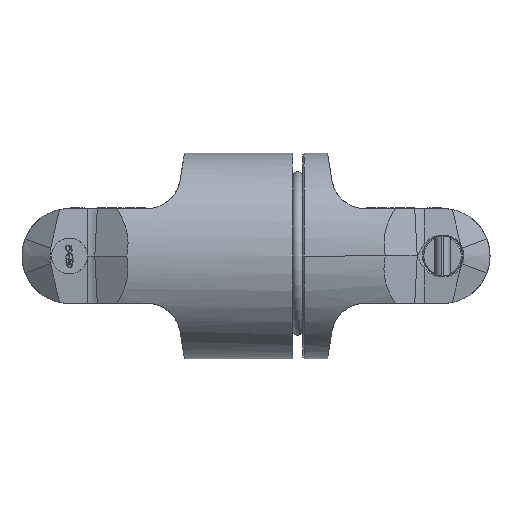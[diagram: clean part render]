
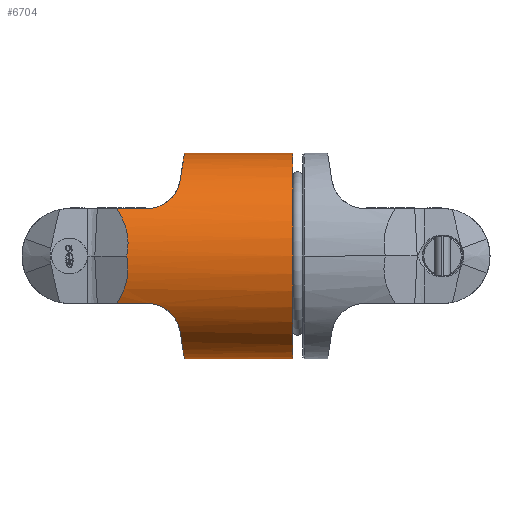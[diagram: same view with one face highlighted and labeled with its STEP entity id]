
A CAD part, left-side view. The second image highlights one B-rep face of the part: STEP entity #6704.
In plain terms, the highlighted cylindrical face has radius 40 mm (diameter 80 mm), a partial arc.
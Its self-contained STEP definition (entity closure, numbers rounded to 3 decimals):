
#685=DIRECTION('',(0.,0.,1.));
#686=VECTOR('',#685,11.937);
#687=CARTESIAN_POINT('',(-18.5,-35.465,-73.11));
#688=LINE('',#687,#686);
#1959=DIRECTION('',(0.,0.,-1.));
#1960=VECTOR('',#1959,42.165);
#1961=CARTESIAN_POINT('',(40.,0.,-4.5));
#1962=LINE('',#1961,#1960);
#1963=CARTESIAN_POINT('',(-18.5,-35.465,-73.11));
#1964=CARTESIAN_POINT('',(-15.79,-36.879,
-71.231));
#1965=CARTESIAN_POINT('',(-10.027,-39.103,
-68.59));
#1966=CARTESIAN_POINT('',(-3.512,-40.,-68.405));
#1967=CARTESIAN_POINT('',(0.,-40.,-69.144));
#1977=CARTESIAN_POINT('',(0.,-40.,-69.144));
#1978=CARTESIAN_POINT('',(3.512,-40.,-68.405));
#1979=CARTESIAN_POINT('',(10.027,-39.103,
-68.59));
#1980=CARTESIAN_POINT('',(15.79,-36.879,
-71.231));
#1981=CARTESIAN_POINT('',(18.5,-35.465,-73.11));
#1987=DIRECTION('',(0.,0.,1.));
#1988=VECTOR('',#1987,11.937);
#1989=CARTESIAN_POINT('',(18.5,-35.465,-73.11));
#1990=LINE('',#1989,#1988);
#2021=CARTESIAN_POINT('',(29.466,-27.051,
-48.333));
#2022=CARTESIAN_POINT('',(29.143,-27.403,
-48.384));
#2023=CARTESIAN_POINT('',(28.485,-28.094,
-48.513));
#2024=CARTESIAN_POINT('',(27.469,-29.088,
-48.798));
#2025=CARTESIAN_POINT('',(26.436,-30.029,
-49.182));
#2026=CARTESIAN_POINT('',(25.402,-30.908,
-49.672));
#2027=CARTESIAN_POINT('',(24.372,-31.726,
-50.278));
#2028=CARTESIAN_POINT('',(23.311,-32.514,
-51.045));
#2029=CARTESIAN_POINT('',(22.212,-33.275,
-52.032));
#2030=CARTESIAN_POINT('',(21.088,-33.998,
-53.315));
#2031=CARTESIAN_POINT('',(20.003,-34.646,
-54.989));
#2032=CARTESIAN_POINT('',(19.147,-35.123,
-56.931));
#2033=CARTESIAN_POINT('',(18.609,-35.408,
-59.075));
#2034=CARTESIAN_POINT('',(18.5,-35.465,-60.478));
#2035=CARTESIAN_POINT('',(18.5,-35.465,-61.173));
#2055=CARTESIAN_POINT('',(29.466,-27.051,
-48.333));
#2056=CARTESIAN_POINT('',(32.968,-23.237,
-47.778));
#2057=CARTESIAN_POINT('',(38.049,-14.845,
-46.974));
#2058=CARTESIAN_POINT('',(40.,-5.207,-46.665));
#2059=CARTESIAN_POINT('',(40.,0.,-46.665));
#2067=DIRECTION('',(0.,0.,-1.));
#2068=VECTOR('',#2067,42.165);
#2069=CARTESIAN_POINT('',(-40.,0.,-4.5));
#2070=LINE('',#2069,#2068);
#2627=CARTESIAN_POINT('',(-40.,0.,-46.665));
#2628=CARTESIAN_POINT('',(-40.,-5.207,-46.665));
#2629=CARTESIAN_POINT('',(-38.049,-14.845,
-46.974));
#2630=CARTESIAN_POINT('',(-32.968,-23.237,
-47.778));
#2631=CARTESIAN_POINT('',(-29.466,-27.051,
-48.333));
#2639=CARTESIAN_POINT('',(-18.5,-35.465,-61.173));
#2640=CARTESIAN_POINT('',(-18.5,-35.465,-60.478));
#2641=CARTESIAN_POINT('',(-18.609,-35.408,
-59.075));
#2642=CARTESIAN_POINT('',(-19.147,-35.123,
-56.931));
#2643=CARTESIAN_POINT('',(-20.003,-34.646,
-54.989));
#2644=CARTESIAN_POINT('',(-21.088,-33.998,
-53.315));
#2645=CARTESIAN_POINT('',(-22.213,-33.275,
-52.031));
#2646=CARTESIAN_POINT('',(-23.311,-32.514,
-51.045));
#2647=CARTESIAN_POINT('',(-24.373,-31.726,
-50.277));
#2648=CARTESIAN_POINT('',(-25.403,-30.908,
-49.672));
#2649=CARTESIAN_POINT('',(-26.436,-30.029,
-49.182));
#2650=CARTESIAN_POINT('',(-27.469,-29.088,
-48.798));
#2651=CARTESIAN_POINT('',(-28.485,-28.094,
-48.513));
#2652=CARTESIAN_POINT('',(-29.143,-27.403,
-48.384));
#2653=CARTESIAN_POINT('',(-29.466,-27.051,
-48.333));
#3005=CARTESIAN_POINT('',(0.,0.,-4.5));
#3006=DIRECTION('',(0.,0.,1.));
#3007=DIRECTION('',(-1.,0.,0.));
#3008=AXIS2_PLACEMENT_3D('',#3005,#3006,#3007);
#3774=VERTEX_POINT('',#1963);
#3775=VERTEX_POINT('',#1967);
#3778=VERTEX_POINT('',#1981);
#3780=CARTESIAN_POINT('',(-40.,0.,-4.5));
#3781=CARTESIAN_POINT('',(40.,0.,-4.5));
#3782=VERTEX_POINT('',#3780);
#3783=VERTEX_POINT('',#3781);
#3784=CARTESIAN_POINT('',(40.,0.,-46.665));
#3785=VERTEX_POINT('',#3784);
#3786=CARTESIAN_POINT('',(-40.,0.,-46.665));
#3787=VERTEX_POINT('',#3786);
#3816=VERTEX_POINT('',#2631);
#3818=VERTEX_POINT('',#2639);
#3820=VERTEX_POINT('',#2055);
#3822=VERTEX_POINT('',#2035);
#6676=CARTESIAN_POINT('',(0.,0.,-4.5));
#6677=DIRECTION('',(0.,0.,1.));
#6678=DIRECTION('',(1.,0.,0.));
#6679=AXIS2_PLACEMENT_3D('',#6676,#6677,#6678);
#6680=CYLINDRICAL_SURFACE('',#6679,40.);
#6682=ORIENTED_EDGE('',*,*,#6681,.F.);
#6683=ORIENTED_EDGE('',*,*,#3989,.T.);
#6685=ORIENTED_EDGE('',*,*,#6684,.T.);
#6687=ORIENTED_EDGE('',*,*,#6686,.F.);
#6689=ORIENTED_EDGE('',*,*,#6688,.F.);
#6691=ORIENTED_EDGE('',*,*,#6690,.T.);
#6693=ORIENTED_EDGE('',*,*,#6692,.T.);
#6695=ORIENTED_EDGE('',*,*,#6694,.F.);
#6697=ORIENTED_EDGE('',*,*,#6696,.T.);
#6699=ORIENTED_EDGE('',*,*,#6698,.F.);
#6701=ORIENTED_EDGE('',*,*,#6700,.F.);
#6702=EDGE_LOOP('',(#6682,#6683,#6685,#6687,#6689,#6691,#6693,#6695,#6697,#6699,
#6701));
#6703=FACE_OUTER_BOUND('',#6702,.F.);
#6704=ADVANCED_FACE('',(#6703),#6680,.T.);
#1968=B_SPLINE_CURVE_WITH_KNOTS('',3,(#1963,#1964,#1965,#1966,#1967),
.UNSPECIFIED.,.F.,.F.,(4,1,4),(0.,0.5,1.),.UNSPECIFIED.);
#1982=B_SPLINE_CURVE_WITH_KNOTS('',3,(#1977,#1978,#1979,#1980,#1981),
.UNSPECIFIED.,.F.,.F.,(4,1,4),(0.,0.5,1.),.UNSPECIFIED.);
#2036=B_SPLINE_CURVE_WITH_KNOTS('',3,(#2021,#2022,#2023,#2024,#2025,#2026,#2027,
#2028,#2029,#2030,#2031,#2032,#2033,#2034,#2035),.UNSPECIFIED.,.F.,.F.,(4,1,1,1,
1,1,1,1,1,1,1,1,4),(0.,0.083,0.167,0.25,
0.333,0.417,0.5,0.583,0.667,
0.75,0.833,0.917,1.),.UNSPECIFIED.);
#2060=B_SPLINE_CURVE_WITH_KNOTS('',3,(#2055,#2056,#2057,#2058,#2059),
.UNSPECIFIED.,.F.,.F.,(4,1,4),(0.,0.5,1.),.UNSPECIFIED.);
#2632=B_SPLINE_CURVE_WITH_KNOTS('',3,(#2627,#2628,#2629,#2630,#2631),
.UNSPECIFIED.,.F.,.F.,(4,1,4),(0.,0.5,1.),.UNSPECIFIED.);
#2654=B_SPLINE_CURVE_WITH_KNOTS('',3,(#2639,#2640,#2641,#2642,#2643,#2644,#2645,
#2646,#2647,#2648,#2649,#2650,#2651,#2652,#2653),.UNSPECIFIED.,.F.,.F.,(4,1,1,1,
1,1,1,1,1,1,1,1,4),(0.,0.083,0.167,0.25,
0.333,0.417,0.5,0.583,0.667,
0.75,0.833,0.917,1.),.UNSPECIFIED.);
#3009=CIRCLE('',#3008,40.);
#3989=EDGE_CURVE('',#3774,#3818,#688,.T.);
#6681=EDGE_CURVE('',#3774,#3775,#1968,.T.);
#6684=EDGE_CURVE('',#3818,#3816,#2654,.T.);
#6686=EDGE_CURVE('',#3787,#3816,#2632,.T.);
#6688=EDGE_CURVE('',#3782,#3787,#2070,.T.);
#6690=EDGE_CURVE('',#3782,#3783,#3009,.T.);
#6692=EDGE_CURVE('',#3783,#3785,#1962,.T.);
#6694=EDGE_CURVE('',#3820,#3785,#2060,.T.);
#6696=EDGE_CURVE('',#3820,#3822,#2036,.T.);
#6698=EDGE_CURVE('',#3778,#3822,#1990,.T.);
#6700=EDGE_CURVE('',#3775,#3778,#1982,.T.);
